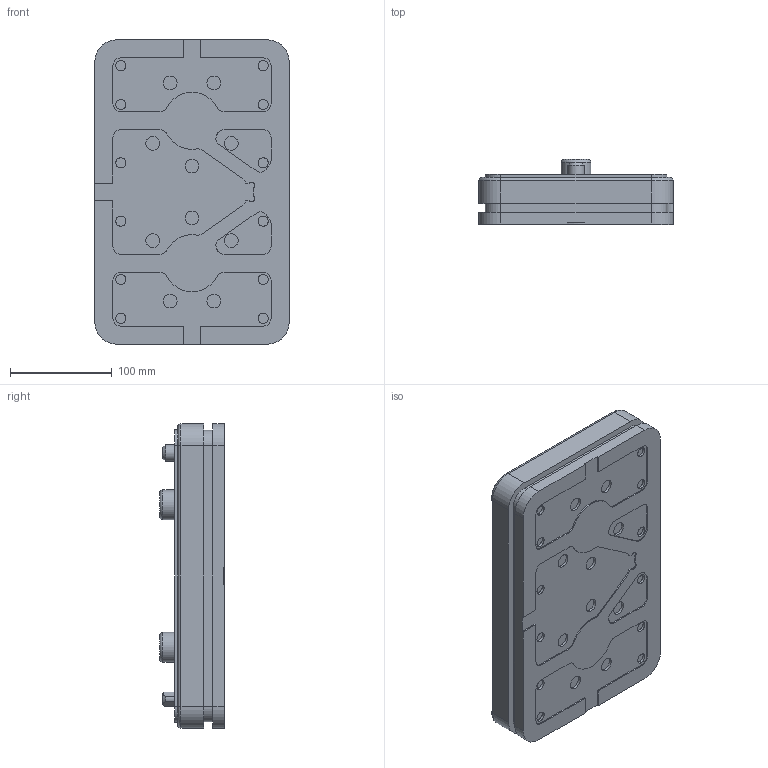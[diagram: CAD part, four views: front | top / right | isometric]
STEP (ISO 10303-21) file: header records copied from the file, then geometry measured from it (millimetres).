
FILE_DESCRIPTION(/* description */ (''),/* implementation_level */ '2;1');
FILE_NAME(/* name */ 'Pierson_Workholding_SCPS_Base_G4.stp',/* time_stamp */ '2017-05-02T13:37:06-07:00',/* author */ (''),/* organization */ (''),/* preprocessor_version */ 'ST-DEVELOPER v16.13',/* originating_system */ 'Autodesk Translation Framework v6.1.1.50',/* authorisation */ '');
FILE_SCHEMA (('AUTOMOTIVE_DESIGN { 1 0 10303 214 3 1 1 }'));
Length unit declared in the file: inch
Products named in the file (1): FusionComponent
Bounding box: 190.5 x 63.5 x 298.45 mm (x, y, z)
Volume: 2539619.3 mm3; surface area: 180607.7 mm2
Topology: 1 solids, 1 shells, 246 faces, 598 edges, 390 vertices
Faces by surface type: cylinder 112, plane 110, torus 18, cone 6
Full cylindrical faces by diameter (mm): 8.611 x1, 9.906 x12, 13.495 x10, 15.875 x1, 29.21 x2
Entity records: 7129 total; most frequent: DIRECTION 1312, CARTESIAN_POINT 1209, ORIENTED_EDGE 1132, EDGE_CURVE 566, AXIS2_PLACEMENT_3D 503, VERTEX_POINT 388, EDGE_LOOP 312, LINE 306
